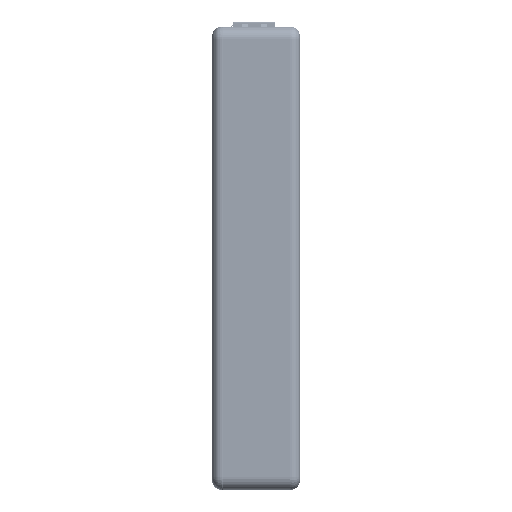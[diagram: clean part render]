
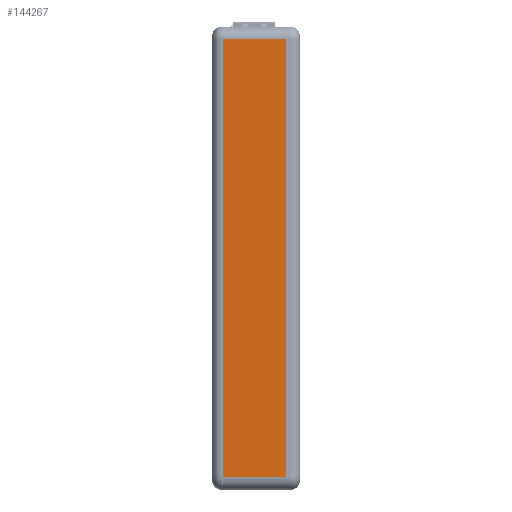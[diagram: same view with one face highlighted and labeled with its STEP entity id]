
A CAD part, left-side view. The second image highlights one B-rep face of the part: STEP entity #144267.
In plain terms, the highlighted face is planar.
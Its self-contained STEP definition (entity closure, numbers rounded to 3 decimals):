
#10379 = CARTESIAN_POINT ( 'NONE',  ( 1.1, 85., -4. ) ) ;
#10600 = VECTOR ( 'NONE', #58754, 1000. ) ;
#14385 = DIRECTION ( 'NONE',  ( -1., 0., 0. ) ) ;
#14458 = EDGE_CURVE ( 'NONE', #29961, #146514, #36825, .T. ) ;
#25606 = LINE ( 'NONE', #73973, #55676 ) ;
#29961 = VERTEX_POINT ( 'NONE', #144823 ) ;
#33849 = AXIS2_PLACEMENT_3D ( 'NONE', #46487, #94831, #143209 ) ;
#36825 = LINE ( 'NONE', #85146, #142129 ) ;
#43868 = VECTOR ( 'NONE', #14385, 1000. ) ;
#46487 = CARTESIAN_POINT ( 'NONE',  ( 20.87, 85., -4. ) ) ;
#49510 = EDGE_CURVE ( 'NONE', #29961, #53326, #25606, .T. ) ;
#53326 = VERTEX_POINT ( 'NONE', #83709 ) ;
#55676 = VECTOR ( 'NONE', #122367, 1000. ) ;
#58754 = DIRECTION ( 'NONE',  ( 0., 0., 1. ) ) ;
#64524 = EDGE_LOOP ( 'NONE', ( #66772, #85692, #75100, #140655 ) ) ;
#66772 = ORIENTED_EDGE ( 'NONE', *, *, #49510, .F. ) ;
#73637 = EDGE_CURVE ( 'NONE', #146514, #115145, #74627, .T. ) ;
#73973 = CARTESIAN_POINT ( 'NONE',  ( 20.87, 85., -4. ) ) ;
#74627 = LINE ( 'NONE', #123026, #43868 ) ;
#75100 = ORIENTED_EDGE ( 'NONE', *, *, #73637, .T. ) ;
#83709 = CARTESIAN_POINT ( 'NONE',  ( 1.1, 85., -4. ) ) ;
#85146 = CARTESIAN_POINT ( 'NONE',  ( 20.77, 85., -4. ) ) ;
#85692 = ORIENTED_EDGE ( 'NONE', *, *, #14458, .T. ) ;
#94831 = DIRECTION ( 'NONE',  ( 0., -1., 0. ) ) ;
#106696 = FACE_OUTER_BOUND ( 'NONE', #64524, .T. ) ;
#111049 = CARTESIAN_POINT ( 'NONE',  ( 1.1, 85., -141. ) ) ;
#115145 = VERTEX_POINT ( 'NONE', #111049 ) ;
#118989 = LINE ( 'NONE', #10379, #10600 ) ;
#122367 = DIRECTION ( 'NONE',  ( -1., 0., 0. ) ) ;
#122390 = EDGE_CURVE ( 'NONE', #115145, #53326, #118989, .T. ) ;
#123026 = CARTESIAN_POINT ( 'NONE',  ( 20.87, 85., -141. ) ) ;
#123177 = CARTESIAN_POINT ( 'NONE',  ( 20.77, 85., -141. ) ) ;
#133523 = DIRECTION ( 'NONE',  ( 0., 0., -1. ) ) ;
#140655 = ORIENTED_EDGE ( 'NONE', *, *, #122390, .T. ) ;
#142129 = VECTOR ( 'NONE', #133523, 1000. ) ;
#143209 = DIRECTION ( 'NONE',  ( 0., 0., -1. ) ) ;
#144267 = ADVANCED_FACE ( 'NONE', ( #106696 ), #155073, .F. ) ;
#144823 = CARTESIAN_POINT ( 'NONE',  ( 20.77, 85., -4. ) ) ;
#146514 = VERTEX_POINT ( 'NONE', #123177 ) ;
#155073 = PLANE ( 'NONE',  #33849 ) ;
